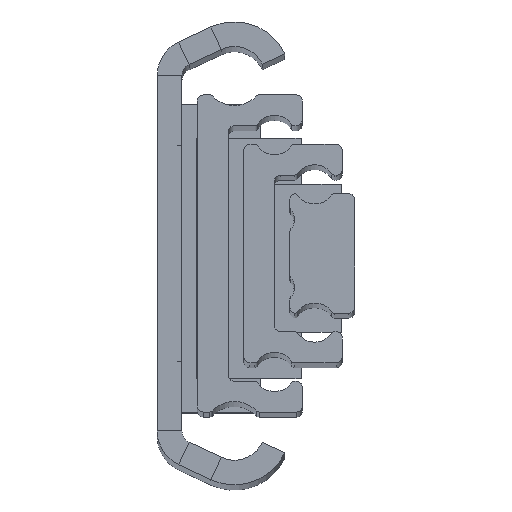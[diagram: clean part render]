
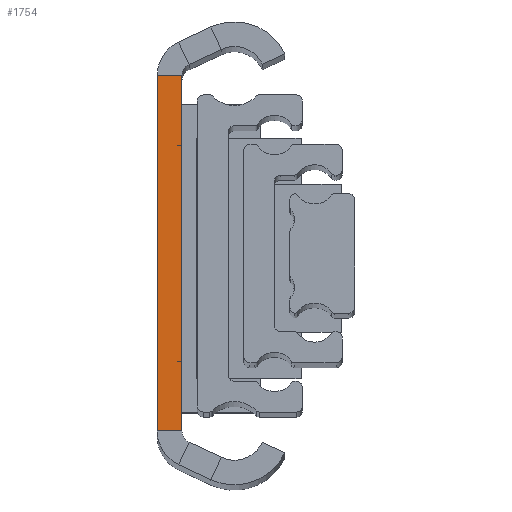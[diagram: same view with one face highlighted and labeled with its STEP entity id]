
A CAD part, top view. The second image highlights one B-rep face of the part: STEP entity #1754.
In plain terms, the highlighted planar face has unit normal (0, 0, 1).
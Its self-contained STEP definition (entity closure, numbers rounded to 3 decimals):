
#163 = ORIENTED_EDGE ( 'NONE', *, *, #3819, .T. ) ;
#310 = DIRECTION ( 'NONE',  ( 0., -1., 0. ) ) ;
#406 = LINE ( 'NONE', #6223, #4309 ) ;
#452 = CARTESIAN_POINT ( 'NONE',  ( 0., 28.779, 0. ) ) ;
#489 = FACE_OUTER_BOUND ( 'NONE', #6206, .T. ) ;
#749 = VERTEX_POINT ( 'NONE', #2850 ) ;
#788 = VERTEX_POINT ( 'NONE', #6792 ) ;
#970 = CARTESIAN_POINT ( 'NONE',  ( 4., 28.779, 0. ) ) ;
#1108 = EDGE_CURVE ( 'NONE', #749, #1607, #5094, .T. ) ;
#1203 = CARTESIAN_POINT ( 'NONE',  ( 0., 28.779, 0. ) ) ;
#1329 = CARTESIAN_POINT ( 'NONE',  ( 4., -28.779, 0. ) ) ;
#1529 = EDGE_CURVE ( 'NONE', #749, #788, #3973, .T. ) ;
#1607 = VERTEX_POINT ( 'NONE', #1329 ) ;
#1754 = ADVANCED_FACE ( 'NONE', ( #489 ), #3101, .F. ) ;
#1781 = VECTOR ( 'NONE', #6645, 1000. ) ;
#2588 = DIRECTION ( 'NONE',  ( 0., 0., -1. ) ) ;
#2805 = AXIS2_PLACEMENT_3D ( 'NONE', #452, #2588, #4700 ) ;
#2850 = CARTESIAN_POINT ( 'NONE',  ( 4., 28.779, 0. ) ) ;
#2928 = VECTOR ( 'NONE', #6047, 1000. ) ;
#2991 = DIRECTION ( 'NONE',  ( -1., 0., 0. ) ) ;
#3101 = PLANE ( 'NONE',  #2805 ) ;
#3387 = ORIENTED_EDGE ( 'NONE', *, *, #1529, .T. ) ;
#3559 = CARTESIAN_POINT ( 'NONE',  ( 0., -28.779, 0. ) ) ;
#3819 = EDGE_CURVE ( 'NONE', #788, #6424, #5013, .T. ) ;
#3973 = LINE ( 'NONE', #5561, #1781 ) ;
#4309 = VECTOR ( 'NONE', #2991, 1000. ) ;
#4700 = DIRECTION ( 'NONE',  ( 0., -1., 0. ) ) ;
#5013 = LINE ( 'NONE', #1203, #2928 ) ;
#5094 = LINE ( 'NONE', #970, #6155 ) ;
#5121 = ORIENTED_EDGE ( 'NONE', *, *, #1108, .F. ) ;
#5561 = CARTESIAN_POINT ( 'NONE',  ( 0., 28.779, 0. ) ) ;
#5852 = EDGE_CURVE ( 'NONE', #1607, #6424, #406, .T. ) ;
#6047 = DIRECTION ( 'NONE',  ( 0., -1., 0. ) ) ;
#6138 = ORIENTED_EDGE ( 'NONE', *, *, #5852, .F. ) ;
#6155 = VECTOR ( 'NONE', #310, 1000. ) ;
#6206 = EDGE_LOOP ( 'NONE', ( #6138, #5121, #3387, #163 ) ) ;
#6223 = CARTESIAN_POINT ( 'NONE',  ( 0., -28.779, 0. ) ) ;
#6424 = VERTEX_POINT ( 'NONE', #3559 ) ;
#6645 = DIRECTION ( 'NONE',  ( -1., 0., 0. ) ) ;
#6792 = CARTESIAN_POINT ( 'NONE',  ( 0., 28.779, 0. ) ) ;
